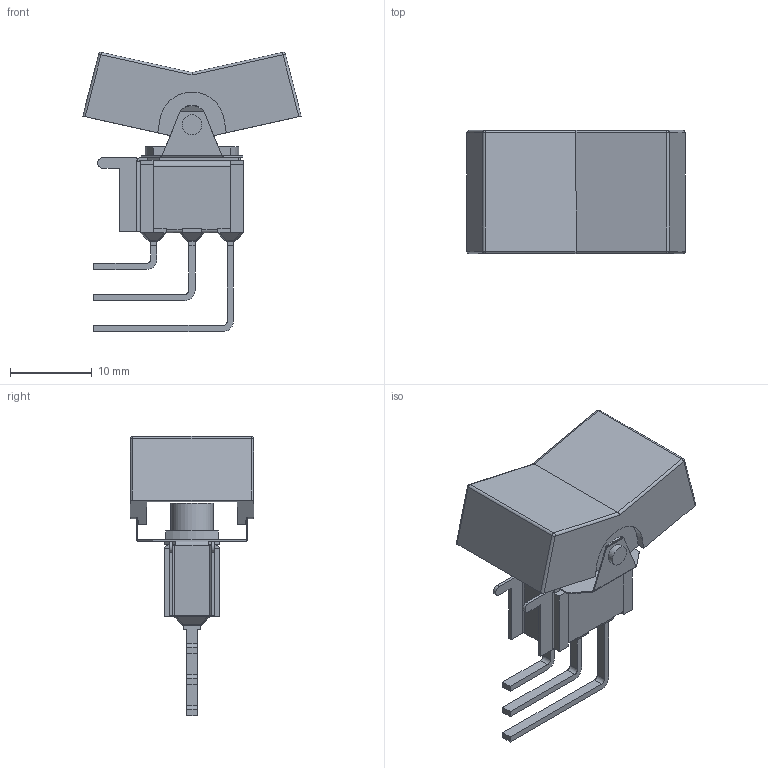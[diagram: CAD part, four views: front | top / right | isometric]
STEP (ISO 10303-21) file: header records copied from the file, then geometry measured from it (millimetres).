
FILE_DESCRIPTION(/* description */ (''),/* implementation_level */ '2;1');
FILE_NAME(/* name */ '300SPxJ3xxxM7xE.stp',/* time_stamp */ '2025-05-09T10:54:44-05:00',/* author */ ('mroman'),/* organization */ (''),/* preprocessor_version */ 'ST-DEVELOPER v18.1',/* originating_system */ 'Autodesk Inventor 2022',/* authorisation */ '');
FILE_SCHEMA (('AUTOMOTIVE_DESIGN { 1 0 10303 214 3 1 1 }'));
Length unit declared in the file: inch
Products named in the file (1): 300SPxJ3xxxM7xE
Bounding box: 26.8 x 15.11 x 34.27 mm (x, y, z)
Volume: 2248 mm3; surface area: 3229.5 mm2
Topology: 1 solids, 5 shells, 328 faces, 840 edges, 512 vertices
Faces by surface type: plane 229, cylinder 83, sphere 16
Full cylindrical faces by diameter (mm): 2.45 x4, 3.2 x1, 5.2 x1
Entity records: 9720 total; most frequent: CARTESIAN_POINT 1716, ORIENTED_EDGE 1648, DIRECTION 1646, EDGE_CURVE 824, LINE 636, VECTOR 636, VERTEX_POINT 512, AXIS2_PLACEMENT_3D 505
